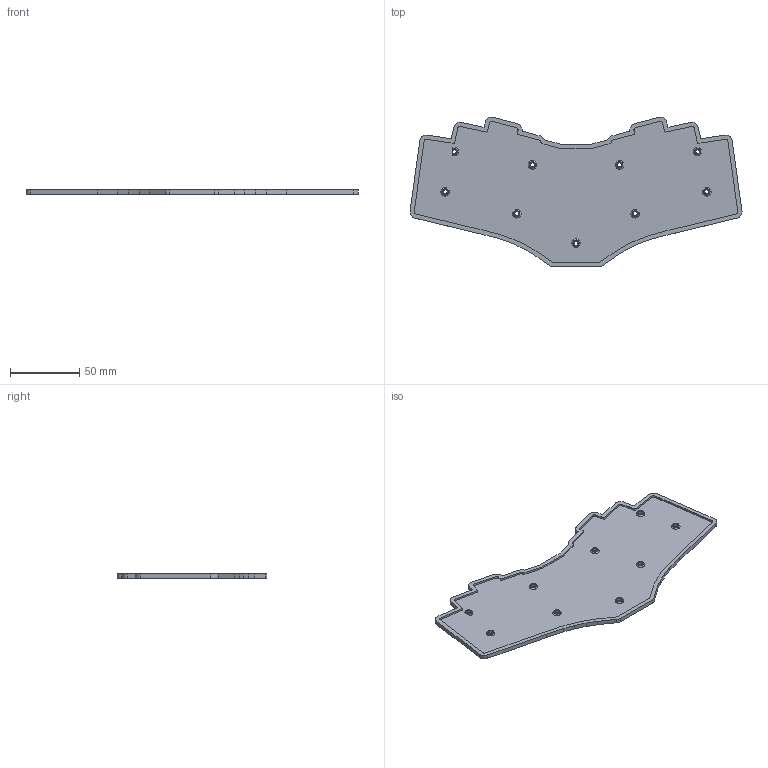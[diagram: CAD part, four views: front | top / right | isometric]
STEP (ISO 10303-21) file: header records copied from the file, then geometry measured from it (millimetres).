
FILE_DESCRIPTION(/* description */ (''),/* implementation_level */ '2;1');
FILE_NAME(/* name */ 'bad-wings-bottom-plate-heatset.step',/* time_stamp */ '2022-11-19T20:35:07-08:00',/* author */ (''),/* organization */ (''),/* preprocessor_version */ 'ST-DEVELOPER v19.2',/* originating_system */ 'Autodesk Translation Framework v11.17.0.187',/* authorisation */ '');
FILE_SCHEMA (('AUTOMOTIVE_DESIGN { 1 0 10303 214 3 1 1 }'));
Length unit declared in the file: millimetre
Products named in the file (1): FusionComponent
Bounding box: 239.14 x 107.88 x 3 mm (x, y, z)
Volume: 32074.8 mm3; surface area: 39761.1 mm2
Topology: 1 solids, 1 shells, 140 faces, 377 edges, 247 vertices
Faces by surface type: plane 76, cylinder 55, cone 9
Full cylindrical faces by diameter (mm): 3 x9, 4.5 x8
Entity records: 4465 total; most frequent: DIRECTION 776, CARTESIAN_POINT 769, ORIENTED_EDGE 754, EDGE_CURVE 377, AXIS2_PLACEMENT_3D 260, LINE 256, VECTOR 256, VERTEX_POINT 247
